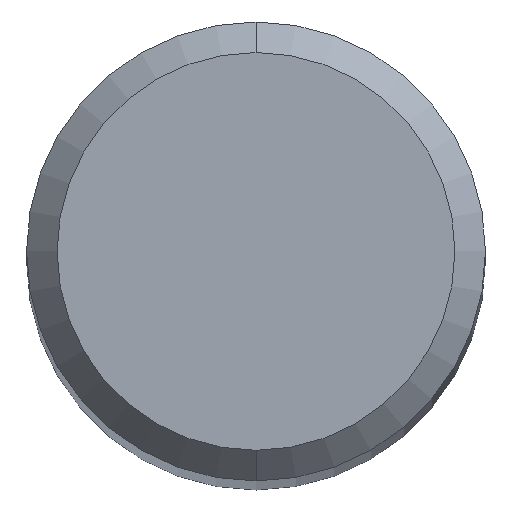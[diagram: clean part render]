
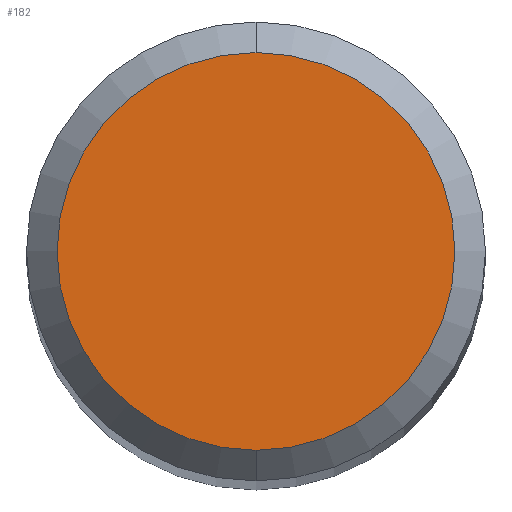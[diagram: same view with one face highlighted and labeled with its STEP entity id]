
A CAD part, top view. The second image highlights one B-rep face of the part: STEP entity #182.
In plain terms, the highlighted planar face has unit normal (0, 0, 1).
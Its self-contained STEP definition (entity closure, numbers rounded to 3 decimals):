
#148=VERTEX_POINT('',#299);
#150=EDGE_CURVE('',#148,#174,#301,.T.);
#174=VERTEX_POINT('',#331);
#182=ADVANCED_FACE('',(#339),#340,.T.);
#186=EDGE_CURVE('',#174,#148,#344,.T.);
#299=CARTESIAN_POINT('',(0.,-2.6,0.0));
#301=CIRCLE('',#468,2.6);
#331=CARTESIAN_POINT('',(0.0,2.6,0.0));
#339=FACE_OUTER_BOUND('',#518,.T.);
#340=PLANE('',#519);
#344=CIRCLE('',#524,2.6);
#468=AXIS2_PLACEMENT_3D('',#635,#636,#637);
#518=EDGE_LOOP('',(#699,#700));
#519=AXIS2_PLACEMENT_3D('',#701,#702,#703);
#524=AXIS2_PLACEMENT_3D('',#704,#705,#706);
#635=CARTESIAN_POINT('',(0.0,0.0,0.0));
#636=DIRECTION('',(0.0,0.0,-1.0));
#637=DIRECTION('',(0.0,1.0,0.0));
#699=ORIENTED_EDGE('',*,*,#186,.F.);
#700=ORIENTED_EDGE('',*,*,#150,.F.);
#701=CARTESIAN_POINT('',(0.0,1.3,0.0));
#702=DIRECTION('',(-0.0,0.0,1.0));
#703=DIRECTION('',(0.0,-1.0,0.0));
#704=CARTESIAN_POINT('',(0.0,0.0,0.0));
#705=DIRECTION('',(0.0,0.0,-1.0));
#706=DIRECTION('',(0.0,1.0,0.0));
